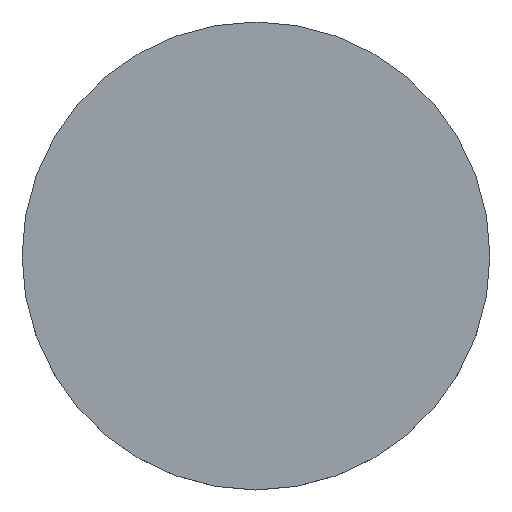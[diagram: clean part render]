
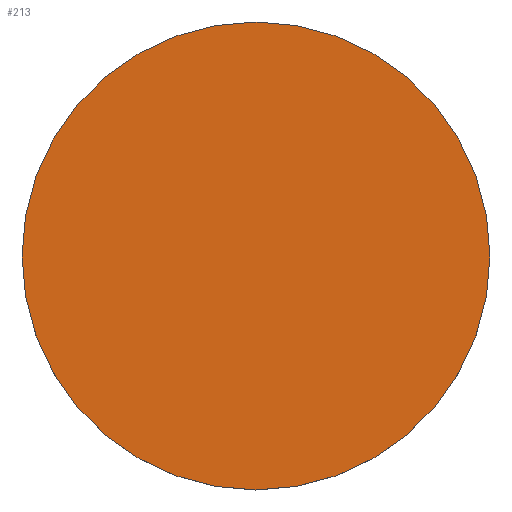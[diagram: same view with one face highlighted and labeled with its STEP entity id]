
A CAD part, top view. The second image highlights one B-rep face of the part: STEP entity #213.
In plain terms, the highlighted planar face has unit normal (0, 0, 1).
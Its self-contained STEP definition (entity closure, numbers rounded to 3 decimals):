
#1 = CARTESIAN_POINT ( 'NONE',  ( 25.4, 0., 5. ) ) ;
#33 = DIRECTION ( 'NONE',  ( 1., 0., 0. ) ) ;
#41 = PLANE ( 'NONE',  #144 ) ;
#54 = DIRECTION ( 'NONE',  ( 0., 0., -1. ) ) ;
#58 = CIRCLE ( 'NONE', #110, 25.4 ) ;
#63 = ORIENTED_EDGE ( 'NONE', *, *, #92, .F. ) ;
#80 = EDGE_CURVE ( 'NONE', #124, #203, #58, .T. ) ;
#81 = CARTESIAN_POINT ( 'NONE',  ( 0., 52.02, 5. ) ) ;
#84 = EDGE_LOOP ( 'NONE', ( #63, #166 ) ) ;
#88 = CARTESIAN_POINT ( 'NONE',  ( -25.4, 0., 5. ) ) ;
#92 = EDGE_CURVE ( 'NONE', #203, #124, #158, .T. ) ;
#110 = AXIS2_PLACEMENT_3D ( 'NONE', #188, #224, #116 ) ;
#116 = DIRECTION ( 'NONE',  ( 1., 0., 0. ) ) ;
#122 = DIRECTION ( 'NONE',  ( 0., 0., 1. ) ) ;
#123 = AXIS2_PLACEMENT_3D ( 'NONE', #141, #54, #137 ) ;
#124 = VERTEX_POINT ( 'NONE', #88 ) ;
#137 = DIRECTION ( 'NONE',  ( 1., 0., 0. ) ) ;
#139 = FACE_OUTER_BOUND ( 'NONE', #84, .T. ) ;
#141 = CARTESIAN_POINT ( 'NONE',  ( 0., 0., 5. ) ) ;
#144 = AXIS2_PLACEMENT_3D ( 'NONE', #81, #122, #33 ) ;
#158 = CIRCLE ( 'NONE', #123, 25.4 ) ;
#166 = ORIENTED_EDGE ( 'NONE', *, *, #80, .F. ) ;
#188 = CARTESIAN_POINT ( 'NONE',  ( 0., 0., 5. ) ) ;
#203 = VERTEX_POINT ( 'NONE', #1 ) ;
#213 = ADVANCED_FACE ( 'NONE', ( #139 ), #41, .T. ) ;
#224 = DIRECTION ( 'NONE',  ( 0., 0., -1. ) ) ;
